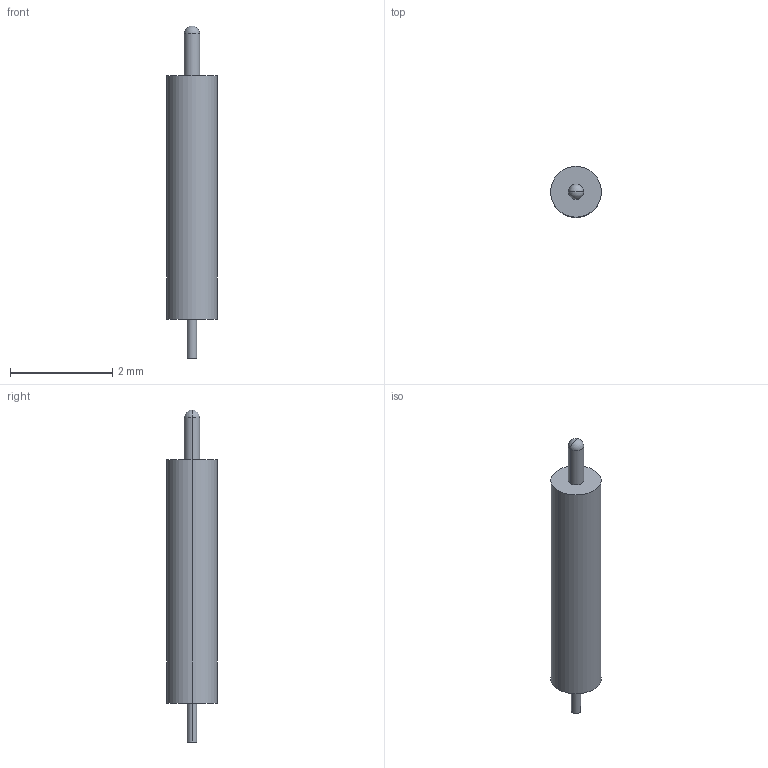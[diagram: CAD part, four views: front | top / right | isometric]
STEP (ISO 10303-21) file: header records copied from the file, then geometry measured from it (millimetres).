
FILE_DESCRIPTION (( 'STEP AP214' ), '1' );
FILE_NAME ('PE1017-3.step', '2021-03-02T23:21:55', ( '' ), ( '' ), 'SwSTEP 2.0', 'SolidWorks 2020', '' );
FILE_SCHEMA (( 'AUTOMOTIVE_DESIGN' ));
Length unit declared in the file: millimetre
Products named in the file (1): PE1017-3
Bounding box: 0.99 x 0.99 x 6.48 mm (x, y, z)
Volume: 3.7 mm3; surface area: 26.5 mm2
Topology: 2 solids, 2 shells, 14 faces, 30 edges, 19 vertices
Faces by surface type: cylinder 8, plane 4, sphere 2
Entity records: 407 total; most frequent: DIRECTION 74, CARTESIAN_POINT 58, ORIENTED_EDGE 52, AXIS2_PLACEMENT_3D 33, EDGE_CURVE 26, CIRCLE 18, VERTEX_POINT 17, EDGE_LOOP 17
